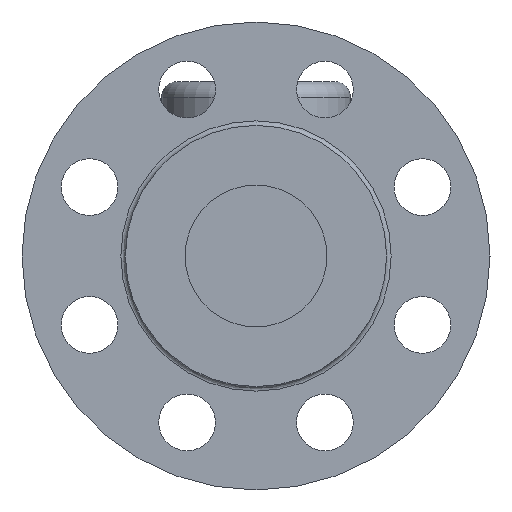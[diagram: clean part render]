
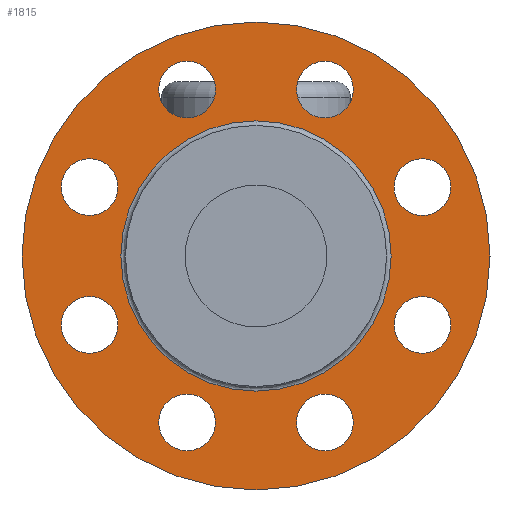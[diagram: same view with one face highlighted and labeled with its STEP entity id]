
A CAD part, left-side view. The second image highlights one B-rep face of the part: STEP entity #1815.
In plain terms, the highlighted planar face has unit normal (-1, 0, 0).
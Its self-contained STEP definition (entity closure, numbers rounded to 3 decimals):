
#1588=CARTESIAN_POINT('',(-103.6,0.0,82.5));
#1589=VERTEX_POINT('',#1588);
#1590=CARTESIAN_POINT('',(-103.6,0.0,0.));
#1591=DIRECTION('',(-1.0,0.0,0.0));
#1592=DIRECTION('',(0.0,0.0,1.0));
#1593=AXIS2_PLACEMENT_3D('',#1590,#1591,#1592);
#1594=CIRCLE('',#1593,82.5);
#1595=EDGE_CURVE('',#1589,#1589,#1594,.T.);
#1693=CARTESIAN_POINT('',(-103.6,0.0,47.65));
#1694=VERTEX_POINT('',#1693);
#1695=CARTESIAN_POINT('',(-103.6,0.0,0.));
#1696=DIRECTION('',(-1.0,0.0,0.0));
#1697=DIRECTION('',(0.0,0.0,-1.0));
#1698=AXIS2_PLACEMENT_3D('',#1695,#1696,#1697);
#1699=CIRCLE('',#1698,47.65);
#1700=EDGE_CURVE('',#1694,#1694,#1699,.T.);
#1716=CARTESIAN_POINT('',(-103.6,0.0,64.275));
#1717=DIRECTION('',(-1.0,0.0,0.0));
#1718=DIRECTION('',(0.0,0.0,1.0));
#1719=AXIS2_PLACEMENT_3D('',#1716,#1717,#1718);
#1720=PLANE('',#1719);
#1721=ORIENTED_EDGE('',*,*,#1595,.T.);
#1722=EDGE_LOOP('',(#1721));
#1723=FACE_OUTER_BOUND('',#1722,.T.);
#1724=CARTESIAN_POINT('',(-103.6,24.3,68.666));
#1725=VERTEX_POINT('',#1724);
#1726=CARTESIAN_POINT('',(-103.6,24.3,58.666));
#1727=DIRECTION('',(1.0,0.0,0.0));
#1728=DIRECTION('',(0.0,0.0,1.0));
#1729=AXIS2_PLACEMENT_3D('',#1726,#1727,#1728);
#1730=CIRCLE('',#1729,10.0);
#1731=EDGE_CURVE('',#1725,#1725,#1730,.T.);
#1732=ORIENTED_EDGE('',*,*,#1731,.T.);
#1733=EDGE_LOOP('',(#1732));
#1734=FACE_BOUND('',#1733,.T.);
#1735=CARTESIAN_POINT('',(-103.6,65.737,31.371));
#1736=VERTEX_POINT('',#1735);
#1737=CARTESIAN_POINT('',(-103.6,58.666,24.3));
#1738=DIRECTION('',(1.0,0.,0.));
#1739=DIRECTION('',(0.,0.707,0.707));
#1740=AXIS2_PLACEMENT_3D('',#1737,#1738,#1739);
#1741=CIRCLE('',#1740,10.0);
#1742=EDGE_CURVE('',#1736,#1736,#1741,.T.);
#1743=ORIENTED_EDGE('',*,*,#1742,.T.);
#1744=EDGE_LOOP('',(#1743));
#1745=FACE_BOUND('',#1744,.T.);
#1746=CARTESIAN_POINT('',(-103.6,68.666,-24.3));
#1747=VERTEX_POINT('',#1746);
#1748=CARTESIAN_POINT('',(-103.6,58.666,-24.3));
#1749=DIRECTION('',(1.0,0.0,0.0));
#1750=DIRECTION('',(0.0,1.0,0.0));
#1751=AXIS2_PLACEMENT_3D('',#1748,#1749,#1750);
#1752=CIRCLE('',#1751,10.0);
#1753=EDGE_CURVE('',#1747,#1747,#1752,.T.);
#1754=ORIENTED_EDGE('',*,*,#1753,.T.);
#1755=EDGE_LOOP('',(#1754));
#1756=FACE_BOUND('',#1755,.T.);
#1757=CARTESIAN_POINT('',(-103.6,31.371,-65.737));
#1758=VERTEX_POINT('',#1757);
#1759=CARTESIAN_POINT('',(-103.6,24.3,-58.666));
#1760=DIRECTION('',(1.0,0.,0.));
#1761=DIRECTION('',(0.,0.707,-0.707));
#1762=AXIS2_PLACEMENT_3D('',#1759,#1760,#1761);
#1763=CIRCLE('',#1762,10.0);
#1764=EDGE_CURVE('',#1758,#1758,#1763,.T.);
#1765=ORIENTED_EDGE('',*,*,#1764,.T.);
#1766=EDGE_LOOP('',(#1765));
#1767=FACE_BOUND('',#1766,.T.);
#1768=CARTESIAN_POINT('',(-103.6,-24.3,-68.666));
#1769=VERTEX_POINT('',#1768);
#1770=CARTESIAN_POINT('',(-103.6,-24.3,-58.666));
#1771=DIRECTION('',(1.0,0.0,0.0));
#1772=DIRECTION('',(0.0,0.0,-1.0));
#1773=AXIS2_PLACEMENT_3D('',#1770,#1771,#1772);
#1774=CIRCLE('',#1773,10.0);
#1775=EDGE_CURVE('',#1769,#1769,#1774,.T.);
#1776=ORIENTED_EDGE('',*,*,#1775,.T.);
#1777=EDGE_LOOP('',(#1776));
#1778=FACE_BOUND('',#1777,.T.);
#1779=CARTESIAN_POINT('',(-103.6,-65.737,-31.371));
#1780=VERTEX_POINT('',#1779);
#1781=CARTESIAN_POINT('',(-103.6,-58.666,-24.3));
#1782=DIRECTION('',(1.0,0.,0.));
#1783=DIRECTION('',(0.,-0.707,-0.707));
#1784=AXIS2_PLACEMENT_3D('',#1781,#1782,#1783);
#1785=CIRCLE('',#1784,10.0);
#1786=EDGE_CURVE('',#1780,#1780,#1785,.T.);
#1787=ORIENTED_EDGE('',*,*,#1786,.T.);
#1788=EDGE_LOOP('',(#1787));
#1789=FACE_BOUND('',#1788,.T.);
#1790=CARTESIAN_POINT('',(-103.6,-68.666,24.3));
#1791=VERTEX_POINT('',#1790);
#1792=CARTESIAN_POINT('',(-103.6,-58.666,24.3));
#1793=DIRECTION('',(1.0,0.0,0.0));
#1794=DIRECTION('',(0.0,-1.0,0.0));
#1795=AXIS2_PLACEMENT_3D('',#1792,#1793,#1794);
#1796=CIRCLE('',#1795,10.0);
#1797=EDGE_CURVE('',#1791,#1791,#1796,.T.);
#1798=ORIENTED_EDGE('',*,*,#1797,.T.);
#1799=EDGE_LOOP('',(#1798));
#1800=FACE_BOUND('',#1799,.T.);
#1801=CARTESIAN_POINT('',(-103.6,-31.371,65.737));
#1802=VERTEX_POINT('',#1801);
#1803=CARTESIAN_POINT('',(-103.6,-24.3,58.666));
#1804=DIRECTION('',(1.0,0.,0.));
#1805=DIRECTION('',(0.,-0.707,0.707));
#1806=AXIS2_PLACEMENT_3D('',#1803,#1804,#1805);
#1807=CIRCLE('',#1806,10.0);
#1808=EDGE_CURVE('',#1802,#1802,#1807,.T.);
#1809=ORIENTED_EDGE('',*,*,#1808,.T.);
#1810=EDGE_LOOP('',(#1809));
#1811=FACE_BOUND('',#1810,.T.);
#1812=ORIENTED_EDGE('',*,*,#1700,.F.);
#1813=EDGE_LOOP('',(#1812));
#1814=FACE_BOUND('',#1813,.T.);
#1815=ADVANCED_FACE('',(#1723,#1734,#1745,#1756,#1767,#1778,#1789,#1800,#1811,#1814),#1720,.T.);
